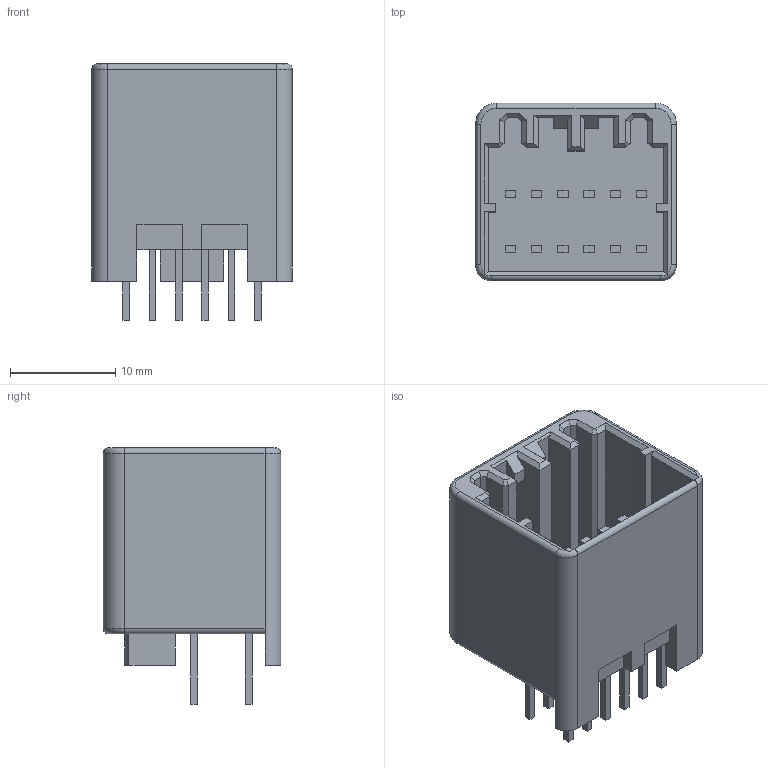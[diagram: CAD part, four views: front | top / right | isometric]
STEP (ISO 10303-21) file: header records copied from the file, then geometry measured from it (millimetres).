
FILE_DESCRIPTION((''),'2;1');
FILE_NAME('C-1565543-1','2008-11-17T',('workeradm'),('Tyco Electronics Corporation'),'PRO/ENGINEER BY PARAMETRIC TECHNOLOGY CORPORATION, 2005450','PRO/ENGINEER BY PARAMETRIC TECHNOLOGY CORPORATION, 2005450','');
FILE_SCHEMA(('CONFIG_CONTROL_DESIGN', 'GEOMETRIC_VALIDATION_PROPERTIES_MIM'));
Length unit declared in the file: millimetre
Products named in the file (1): C-1565543-1
Bounding box: 19.1 x 16.9 x 24.4 mm (x, y, z)
Volume: 2628.4 mm3; surface area: 3630 mm2
Topology: 1 solids, 1 shells, 240 faces, 596 edges, 384 vertices
Faces by surface type: plane 218, cylinder 14, torus 6, cone 2
Entity records: 7099 total; most frequent: CARTESIAN_POINT 1249, ORIENTED_EDGE 1192, DIRECTION 1104, EDGE_CURVE 596, VECTOR 556, LINE 556, VERTEX_POINT 384, AXIS2_PLACEMENT_3D 274
